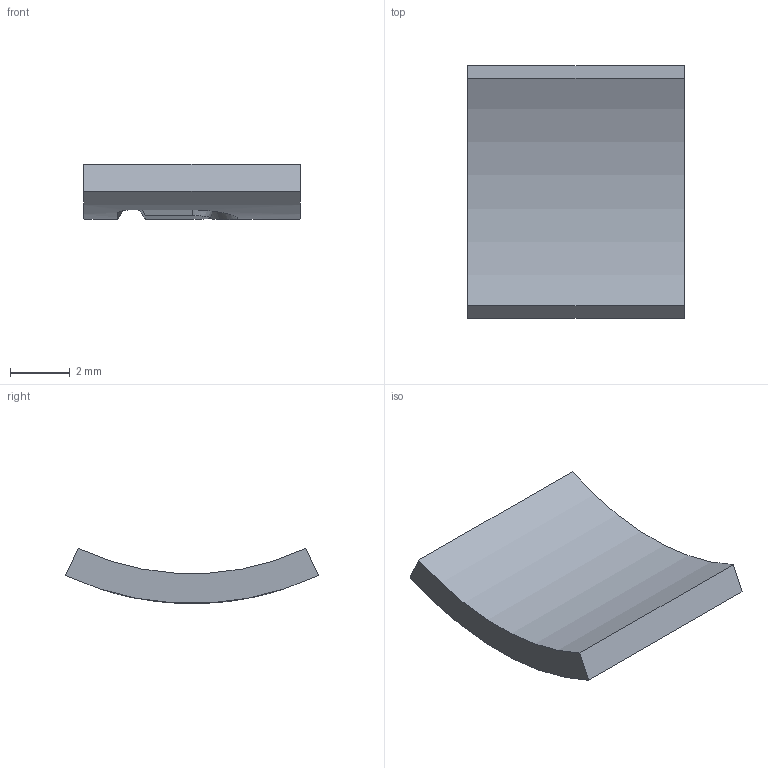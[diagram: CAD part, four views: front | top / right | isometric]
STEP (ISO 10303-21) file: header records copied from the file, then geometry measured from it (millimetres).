
FILE_DESCRIPTION(/* description */ (''),/* implementation_level */ '2;1');
FILE_NAME(/* name */ 'Prägestempel Test - 2021.stp',/* time_stamp */ '2021-02-05T11:50:08+01:00',/* author */ ('Walter'),/* organization */ (''),/* preprocessor_version */ 'ST-DEVELOPER v18.1',/* originating_system */ 'Autodesk Inventor 2021',/* authorisation */ '0 mm^3');
FILE_SCHEMA (('CONFIG_CONTROL_DESIGN'));
Length unit declared in the file: millimetre
Products named in the file (1): Prägestempel 743 - 2021
Bounding box: 7.25 x 8.47 x 1.85 mm (x, y, z)
Volume: 56.1 mm3; surface area: 158.2 mm2
Topology: 1 solids, 1 shells, 29 faces, 77 edges, 49 vertices
Faces by surface type: bspline 9, plane 8, cylinder 5, cone 3, sphere 3, torus 1
Entity records: 1319 total; most frequent: CARTESIAN_POINT 642, ORIENTED_EDGE 150, DIRECTION 99, EDGE_CURVE 75, VERTEX_POINT 49, AXIS2_PLACEMENT_3D 39, B_SPLINE_CURVE_WITH_KNOTS 36, EDGE_LOOP 30
